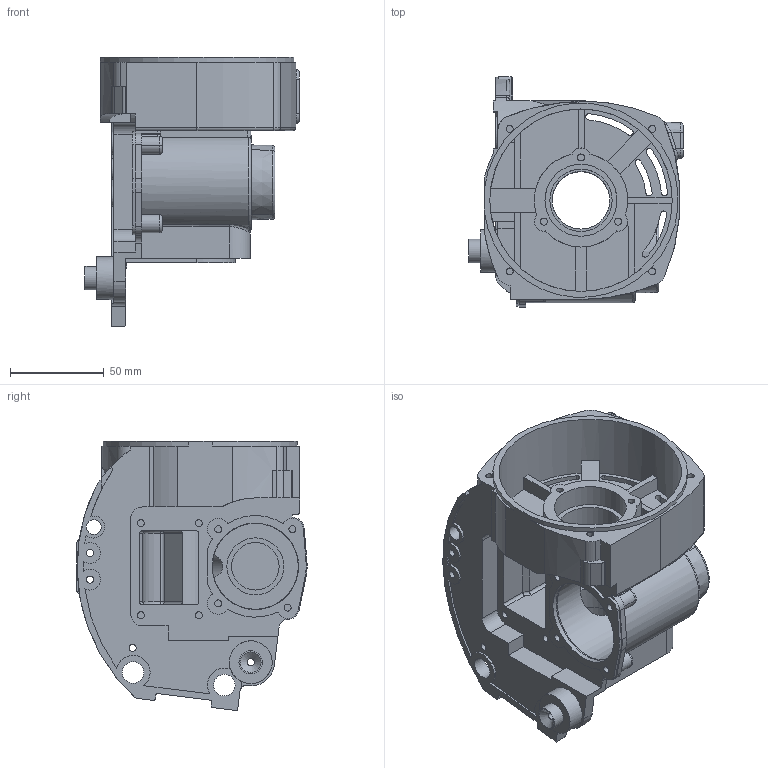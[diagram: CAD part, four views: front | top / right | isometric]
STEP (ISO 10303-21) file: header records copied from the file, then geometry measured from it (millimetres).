
FILE_DESCRIPTION(('a Product shape'),'1');
FILE_NAME('Euclid Shape Model','1998-03-16T18:02:20',('Author Name'),( 'MATRA-DATAVISION'),'OL-1.5D','EUCLID','Authorisation status');
FILE_SCHEMA(('AUTOMOTIVE_DESIGN_CC1 { 1 2 10303 214 -1 1 3 2}'));
Length unit declared in the file: millimetre
Products named in the file (1): the product name
Bounding box: 114.55 x 123.09 x 144 mm (x, y, z)
Volume: 291410 mm3; surface area: 109813.7 mm2
Topology: 1 solids, 1 shells, 438 faces, 1136 edges, 721 vertices
Faces by surface type: cylinder 192, plane 164, torus 36, bspline 34, cone 8, sphere 4
Full cylindrical faces by diameter (mm): 3.734 x21, 3.81 x1, 6.731 x1, 7.925 x1, 11.557 x2, 12.573 x1, 13.97 x1, 14.681 x1, 16.51 x1, 17.018 x1, 20.32 x1, 22.86 x1, 25.4 x1, 30.48 x1, 30.759 x1, 32.258 x1, 33.325 x2, 35.052 x1, 38.481 x1, 45.974 x1, 46.228 x1, 97.536 x1
Entity records: 37738 total; most frequent: CARTESIAN_POINT 16541, DIRECTION 3763, ORIENTED_EDGE 2256, PCURVE 2256, DEFINITIONAL_REPRESENTATION 2256, LINE 2021, VECTOR 2021, EDGE_CURVE 1128
